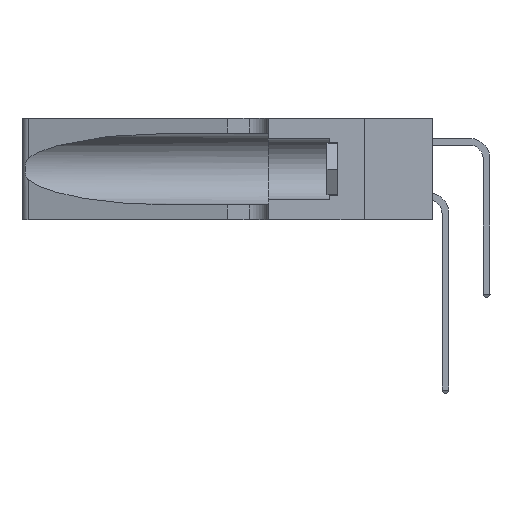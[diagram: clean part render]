
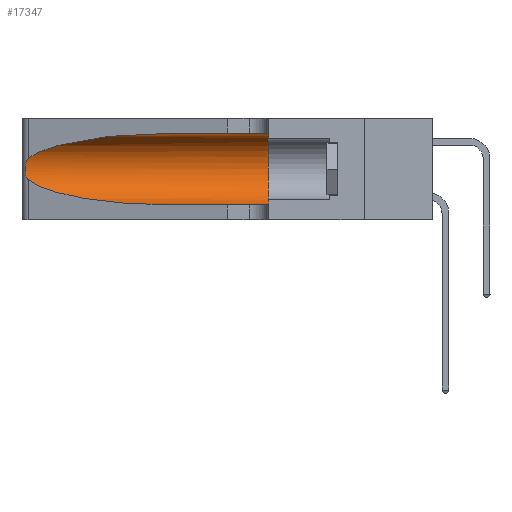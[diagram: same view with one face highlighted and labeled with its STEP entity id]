
A CAD part, left-side view. The second image highlights one B-rep face of the part: STEP entity #17347.
In plain terms, the highlighted cylindrical face has radius 3.308 mm (diameter 6.617 mm), a partial arc.
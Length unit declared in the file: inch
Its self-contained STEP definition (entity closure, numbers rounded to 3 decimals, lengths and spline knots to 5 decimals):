
#327 = CARTESIAN_POINT ( 'NONE',  ( 0.25856, 1.23593, 0.16098 ) ) ;
#543 = EDGE_CURVE ( 'NONE', #27234, #10582, #13189, .T. ) ;
#770 = CARTESIAN_POINT ( 'NONE',  ( 0.18966, 0.96281, 0.31525 ) ) ;
#1535 = ORIENTED_EDGE ( 'NONE', *, *, #18059, .T. ) ;
#2316 = CIRCLE ( 'NONE', #3188, 0.13025 ) ;
#2790 = CARTESIAN_POINT ( 'NONE',  ( 0.25639, 1.23186, 0.15144 ) ) ;
#3065 = ORIENTED_EDGE ( 'NONE', *, *, #543, .T. ) ;
#3188 = AXIS2_PLACEMENT_3D ( 'NONE', #10189, #26778, #12607 ) ;
#3211 = CARTESIAN_POINT ( 'NONE',  ( 0.25487, 1.22718, 0.14631 ) ) ;
#3892 = EDGE_LOOP ( 'NONE', ( #11373, #18413, #1535, #3065, #29168, #11018 ) ) ;
#4006 = CARTESIAN_POINT ( 'NONE',  ( 0.1305, 1.61858, 0.05475 ) ) ;
#4533 =( BOUNDED_CURVE ( )  B_SPLINE_CURVE ( 3, ( #15311, #770, #24823, #10629 ),
 .UNSPECIFIED., .F., .T. ) 
 B_SPLINE_CURVE_WITH_KNOTS ( ( 4, 4 ),
 ( 1.5708, 2.84003 ),
 .UNSPECIFIED. ) 
 CURVE ( )  GEOMETRIC_REPRESENTATION_ITEM ( )  RATIONAL_B_SPLINE_CURVE ( ( 1., 0.87, 0.87, 1. ) ) 
 REPRESENTATION_ITEM ( '' )  );
#5121 = CARTESIAN_POINT ( 'NONE',  ( 0.25639, 1.23184, 0.21858 ) ) ;
#5235 = CARTESIAN_POINT ( 'NONE',  ( 0.25487, 1.22718, 0.14631 ) ) ;
#5632 = EDGE_CURVE ( 'NONE', #28014, #28288, #16517, .T. ) ;
#7044 = CARTESIAN_POINT ( 'NONE',  ( 0.1305, 1.61858, 0.185 ) ) ;
#7343 = CARTESIAN_POINT ( 'NONE',  ( 0.1305, 1.61858, 0.31525 ) ) ;
#7346 = CYLINDRICAL_SURFACE ( 'NONE', #21393, 0.13025 ) ;
#7428 = CARTESIAN_POINT ( 'NONE',  ( 0.25555, 1.22994, 0.2215 ) ) ;
#7530 = CARTESIAN_POINT ( 'NONE',  ( 0.25487, 1.22718, 0.22369 ) ) ;
#8116 = FACE_OUTER_BOUND ( 'NONE', #3892, .T. ) ;
#9989 = CARTESIAN_POINT ( 'NONE',  ( 0.25854, 1.2359, 0.20912 ) ) ;
#10189 = CARTESIAN_POINT ( 'NONE',  ( 0.1305, 0.35, 0.185 ) ) ;
#10311 = EDGE_CURVE ( 'NONE', #13035, #13008, #13684, .T. ) ;
#10349 = EDGE_CURVE ( 'NONE', #28288, #10582, #2316, .T. ) ;
#10582 = VERTEX_POINT ( 'NONE', #22877 ) ;
#10629 = CARTESIAN_POINT ( 'NONE',  ( 0.25487, 1.22718, 0.22369 ) ) ;
#11018 = ORIENTED_EDGE ( 'NONE', *, *, #5632, .F. ) ;
#11373 = ORIENTED_EDGE ( 'NONE', *, *, #28570, .T. ) ;
#12391 = CARTESIAN_POINT ( 'NONE',  ( 0.26075, 1.23896, 0.19203 ) ) ;
#12607 = DIRECTION ( 'NONE',  ( 0., 0., 1. ) ) ;
#12855 = CARTESIAN_POINT ( 'NONE',  ( 0.18966, 0.96281, 0.05475 ) ) ;
#13008 = VERTEX_POINT ( 'NONE', #3211 ) ;
#13035 = VERTEX_POINT ( 'NONE', #17671 ) ;
#13189 = LINE ( 'NONE', #4006, #25026 ) ;
#13684 = B_SPLINE_CURVE_WITH_KNOTS ( 'NONE', 3,
 ( #7530, #7428, #5121, #24209, #9989, #26576, #12391, #28950, #14792, #327, #17151, #2790, #19538, #5235 ),
 .UNSPECIFIED., .F., .F.,
 ( 4, 2, 2, 2, 2, 2, 4 ),
 ( 0., 0.00027, 0.00053, 0.00107, 0.0016, 0.00187, 0.00214 ),
 .UNSPECIFIED. ) ;
#14465 = DIRECTION ( 'NONE',  ( 0., 0., -1. ) ) ;
#14792 = CARTESIAN_POINT ( 'NONE',  ( 0.26017, 1.23833, 0.17102 ) ) ;
#14874 = CARTESIAN_POINT ( 'NONE',  ( 0.1305, 0.72297, 0.05475 ) ) ;
#15311 = CARTESIAN_POINT ( 'NONE',  ( 0.1305, 0.72297, 0.31525 ) ) ;
#15732 = CARTESIAN_POINT ( 'NONE',  ( 0.1305, 0.72297, 0.31525 ) ) ;
#16517 = LINE ( 'NONE', #7343, #22099 ) ;
#17151 = CARTESIAN_POINT ( 'NONE',  ( 0.25789, 1.23486, 0.15765 ) ) ;
#17347 = ADVANCED_FACE ( 'NONE', ( #8116 ), #7346, .F. ) ;
#17671 = CARTESIAN_POINT ( 'NONE',  ( 0.25487, 1.22718, 0.22369 ) ) ;
#18059 = EDGE_CURVE ( 'NONE', #13008, #27234, #25999, .T. ) ;
#18413 = ORIENTED_EDGE ( 'NONE', *, *, #10311, .T. ) ;
#19538 = CARTESIAN_POINT ( 'NONE',  ( 0.25555, 1.22993, 0.14849 ) ) ;
#21393 = AXIS2_PLACEMENT_3D ( 'NONE', #7044, #28516, #14465 ) ;
#21853 = DIRECTION ( 'NONE',  ( 0., -1., 0. ) ) ;
#22099 = VECTOR ( 'NONE', #24033, 39.37008 ) ;
#22877 = CARTESIAN_POINT ( 'NONE',  ( 0.1305, 0.35, 0.05475 ) ) ;
#23714 = CARTESIAN_POINT ( 'NONE',  ( 0.1305, 0.35, 0.31525 ) ) ;
#24033 = DIRECTION ( 'NONE',  ( 0., -1., 0. ) ) ;
#24209 = CARTESIAN_POINT ( 'NONE',  ( 0.25787, 1.23484, 0.2124 ) ) ;
#24544 = CARTESIAN_POINT ( 'NONE',  ( 0.25487, 1.22718, 0.14631 ) ) ;
#24650 = CARTESIAN_POINT ( 'NONE',  ( 0.2373, 1.15595, 0.08982 ) ) ;
#24823 = CARTESIAN_POINT ( 'NONE',  ( 0.2373, 1.15595, 0.28018 ) ) ;
#25026 = VECTOR ( 'NONE', #21853, 39.37008 ) ;
#25999 =( BOUNDED_CURVE ( )  B_SPLINE_CURVE ( 3, ( #24544, #24650, #12855, #29407 ),
 .UNSPECIFIED., .F., .T. ) 
 B_SPLINE_CURVE_WITH_KNOTS ( ( 4, 4 ),
 ( 3.44316, 4.71239 ),
 .UNSPECIFIED. ) 
 CURVE ( )  GEOMETRIC_REPRESENTATION_ITEM ( )  RATIONAL_B_SPLINE_CURVE ( ( 1., 0.87, 0.87, 1. ) ) 
 REPRESENTATION_ITEM ( '' )  );
#26576 = CARTESIAN_POINT ( 'NONE',  ( 0.26018, 1.23835, 0.19895 ) ) ;
#26778 = DIRECTION ( 'NONE',  ( 0., 1., 0. ) ) ;
#27234 = VERTEX_POINT ( 'NONE', #14874 ) ;
#28014 = VERTEX_POINT ( 'NONE', #15732 ) ;
#28288 = VERTEX_POINT ( 'NONE', #23714 ) ;
#28516 = DIRECTION ( 'NONE',  ( 0., -1., 0. ) ) ;
#28570 = EDGE_CURVE ( 'NONE', #28014, #13035, #4533, .T. ) ;
#28950 = CARTESIAN_POINT ( 'NONE',  ( 0.26075, 1.23896, 0.178 ) ) ;
#29168 = ORIENTED_EDGE ( 'NONE', *, *, #10349, .F. ) ;
#29407 = CARTESIAN_POINT ( 'NONE',  ( 0.1305, 0.72297, 0.05475 ) ) ;
